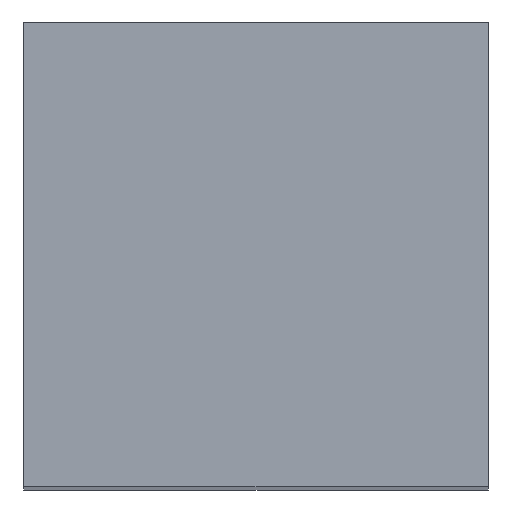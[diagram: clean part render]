
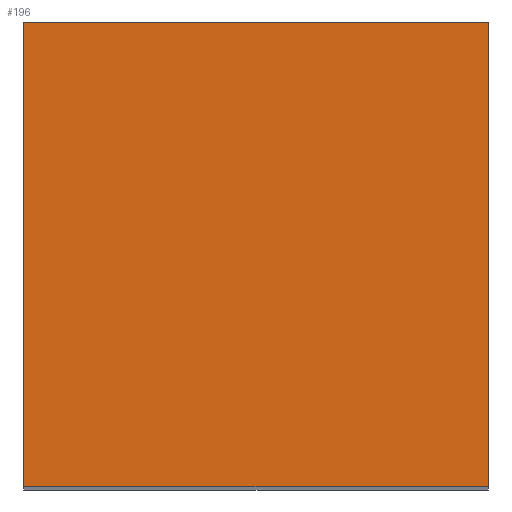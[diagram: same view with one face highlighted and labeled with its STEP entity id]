
A CAD part, top view. The second image highlights one B-rep face of the part: STEP entity #196.
In plain terms, the highlighted planar face has unit normal (0, 0, 1).
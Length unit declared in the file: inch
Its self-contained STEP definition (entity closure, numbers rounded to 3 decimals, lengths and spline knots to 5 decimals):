
#73 = DIRECTION ( 'NONE',  ( 0., -1., 0. ) ) ;
#74 = CARTESIAN_POINT ( 'NONE',  ( 0., 0.25, 0. ) ) ;
#75 = LINE ( 'NONE', #74, #176 ) ;
#76 = DIRECTION ( 'NONE',  ( 1., 0., 0. ) ) ;
#77 = CARTESIAN_POINT ( 'NONE',  ( 0.25, 0.25, 0. ) ) ;
#78 = LINE ( 'NONE', #77, #173 ) ;
#80 = DIRECTION ( 'NONE',  ( 1., 0., 0. ) ) ;
#81 = CARTESIAN_POINT ( 'NONE',  ( 0.25, 0., 0. ) ) ;
#82 = LINE ( 'NONE', #81, #174 ) ;
#83 = DIRECTION ( 'NONE',  ( -1., 0., 0. ) ) ;
#84 = DIRECTION ( 'NONE',  ( 0., 0., -1. ) ) ;
#85 = CARTESIAN_POINT ( 'NONE',  ( 0.25, 0.25, 0. ) ) ;
#86 = PLANE ( 'NONE',  #179 ) ;
#94 = DIRECTION ( 'NONE',  ( 0., -1., 0. ) ) ;
#95 = CARTESIAN_POINT ( 'NONE',  ( 0.25, 0.25, 0. ) ) ;
#96 = LINE ( 'NONE', #95, #180 ) ;
#115 = CARTESIAN_POINT ( 'NONE',  ( 0., 0.25, 0. ) ) ;
#116 = CARTESIAN_POINT ( 'NONE',  ( 0.25, 0., 0. ) ) ;
#117 = CARTESIAN_POINT ( 'NONE',  ( 0., 0., 0. ) ) ;
#120 = CARTESIAN_POINT ( 'NONE',  ( 0.25, 0.25, 0. ) ) ;
#132 = ORIENTED_EDGE ( 'NONE', *, *, #199, .T. ) ;
#133 = ORIENTED_EDGE ( 'NONE', *, *, #193, .F. ) ;
#134 = ORIENTED_EDGE ( 'NONE', *, *, #198, .F. ) ;
#135 = ORIENTED_EDGE ( 'NONE', *, *, #197, .T. ) ;
#145 = EDGE_LOOP ( 'NONE', ( #135, #133, #134, #132 ) ) ;
#147 = VERTEX_POINT ( 'NONE', #120 ) ;
#151 = VERTEX_POINT ( 'NONE', #117 ) ;
#153 = VERTEX_POINT ( 'NONE', #116 ) ;
#155 = VERTEX_POINT ( 'NONE', #115 ) ;
#169 = FACE_OUTER_BOUND ( 'NONE', #145, .T. ) ;
#173 = VECTOR ( 'NONE', #76, 39.37008 ) ;
#174 = VECTOR ( 'NONE', #80, 39.37008 ) ;
#176 = VECTOR ( 'NONE', #73, 39.37008 ) ;
#179 = AXIS2_PLACEMENT_3D ( 'NONE', #85, #84, #83 ) ;
#180 = VECTOR ( 'NONE', #94, 39.37008 ) ;
#193 = EDGE_CURVE ( 'NONE', #147, #153, #96, .T. ) ;
#196 = ADVANCED_FACE ( 'NONE', ( #169 ), #86, .F. ) ;
#197 = EDGE_CURVE ( 'NONE', #151, #153, #82, .T. ) ;
#198 = EDGE_CURVE ( 'NONE', #155, #147, #78, .T. ) ;
#199 = EDGE_CURVE ( 'NONE', #155, #151, #75, .T. ) ;
